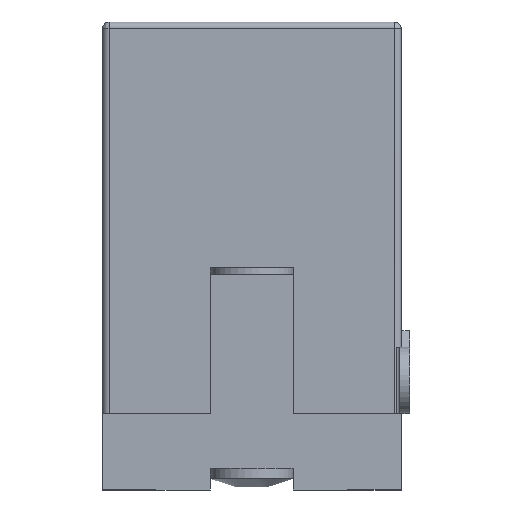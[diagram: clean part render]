
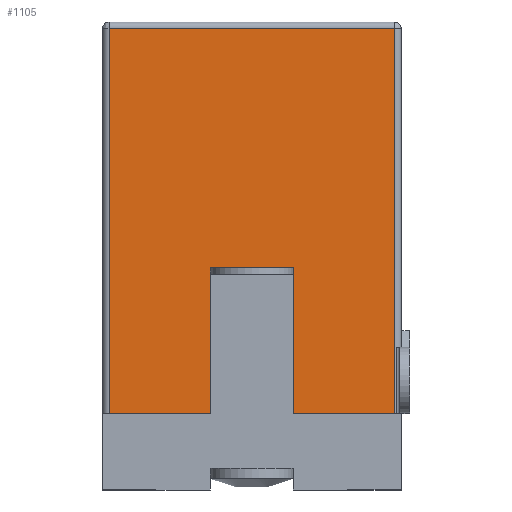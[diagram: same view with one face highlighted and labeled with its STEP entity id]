
A CAD part, front view. The second image highlights one B-rep face of the part: STEP entity #1105.
In plain terms, the highlighted planar face has unit normal (0, -1, 0).
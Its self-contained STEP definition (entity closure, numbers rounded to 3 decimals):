
#13 = CARTESIAN_POINT ( 'NONE',  ( -4.3, 0., -5.05 ) ) ;
#28 = EDGE_CURVE ( 'NONE', #1403, #1676, #1514, .T. ) ;
#85 = FACE_OUTER_BOUND ( 'NONE', #3098, .T. ) ;
#148 = LINE ( 'NONE', #3045, #1440 ) ;
#204 = CARTESIAN_POINT ( 'NONE',  ( -4.3, 0., 6.55 ) ) ;
#208 = EDGE_CURVE ( 'NONE', #2265, #2240, #341, .T. ) ;
#341 = LINE ( 'NONE', #553, #1632 ) ;
#348 = ORIENTED_EDGE ( 'NONE', *, *, #1929, .F. ) ;
#450 = CARTESIAN_POINT ( 'NONE',  ( -4.5, 0., 6.55 ) ) ;
#513 = ORIENTED_EDGE ( 'NONE', *, *, #611, .F. ) ;
#522 = DIRECTION ( 'NONE',  ( 0., 0., -1. ) ) ;
#553 = CARTESIAN_POINT ( 'NONE',  ( -1.25, 0., -0.65 ) ) ;
#577 = VERTEX_POINT ( 'NONE', #626 ) ;
#611 = EDGE_CURVE ( 'NONE', #737, #1932, #2181, .T. ) ;
#615 = CARTESIAN_POINT ( 'NONE',  ( 1.25, 0., -5.05 ) ) ;
#626 = CARTESIAN_POINT ( 'NONE',  ( 1.25, 0., -0.65 ) ) ;
#737 = VERTEX_POINT ( 'NONE', #2534 ) ;
#769 = DIRECTION ( 'NONE',  ( 0., 0., -1. ) ) ;
#781 = DIRECTION ( 'NONE',  ( -1., 0., 0. ) ) ;
#815 = DIRECTION ( 'NONE',  ( 0., 0., 1. ) ) ;
#851 = CARTESIAN_POINT ( 'NONE',  ( 4.3, 0., 6.75 ) ) ;
#867 = CARTESIAN_POINT ( 'NONE',  ( 1.25, 0., -0.65 ) ) ;
#878 = LINE ( 'NONE', #867, #2299 ) ;
#915 = DIRECTION ( 'NONE',  ( -1., 0., 0. ) ) ;
#1105 = ADVANCED_FACE ( 'NONE', ( #85 ), #2632, .F. ) ;
#1137 = ORIENTED_EDGE ( 'NONE', *, *, #208, .T. ) ;
#1166 = EDGE_CURVE ( 'NONE', #577, #1932, #878, .T. ) ;
#1219 = ORIENTED_EDGE ( 'NONE', *, *, #28, .F. ) ;
#1237 = VECTOR ( 'NONE', #769, 1000. ) ;
#1314 = LINE ( 'NONE', #1609, #3279 ) ;
#1403 = VERTEX_POINT ( 'NONE', #204 ) ;
#1434 = AXIS2_PLACEMENT_3D ( 'NONE', #2664, #2697, #2708 ) ;
#1440 = VECTOR ( 'NONE', #2970, 1000. ) ;
#1514 = LINE ( 'NONE', #450, #2832 ) ;
#1515 = ORIENTED_EDGE ( 'NONE', *, *, #2737, .F. ) ;
#1609 = CARTESIAN_POINT ( 'NONE',  ( 0., 0., -5.05 ) ) ;
#1632 = VECTOR ( 'NONE', #815, 1000. ) ;
#1656 = VECTOR ( 'NONE', #781, 1000. ) ;
#1676 = VERTEX_POINT ( 'NONE', #3349 ) ;
#1689 = CARTESIAN_POINT ( 'NONE',  ( -1.25, 0., -5.05 ) ) ;
#1929 = EDGE_CURVE ( 'NONE', #1676, #737, #3366, .T. ) ;
#1932 = VERTEX_POINT ( 'NONE', #615 ) ;
#2181 = LINE ( 'NONE', #2496, #2346 ) ;
#2240 = VERTEX_POINT ( 'NONE', #3312 ) ;
#2265 = VERTEX_POINT ( 'NONE', #1689 ) ;
#2299 = VECTOR ( 'NONE', #522, 1000. ) ;
#2346 = VECTOR ( 'NONE', #915, 1000. ) ;
#2371 = CARTESIAN_POINT ( 'NONE',  ( -4.5, 0., -0.65 ) ) ;
#2384 = ORIENTED_EDGE ( 'NONE', *, *, #2850, .F. ) ;
#2496 = CARTESIAN_POINT ( 'NONE',  ( 0., 0., -5.05 ) ) ;
#2513 = ORIENTED_EDGE ( 'NONE', *, *, #2989, .F. ) ;
#2534 = CARTESIAN_POINT ( 'NONE',  ( 4.3, 0., -5.05 ) ) ;
#2632 = PLANE ( 'NONE',  #1434 ) ;
#2654 = DIRECTION ( 'NONE',  ( -1., 0., 0. ) ) ;
#2664 = CARTESIAN_POINT ( 'NONE',  ( -4.5, 0., 6.75 ) ) ;
#2697 = DIRECTION ( 'NONE',  ( 0., 1., 0. ) ) ;
#2708 = DIRECTION ( 'NONE',  ( -1., 0., 0. ) ) ;
#2737 = EDGE_CURVE ( 'NONE', #577, #2240, #2889, .T. ) ;
#2832 = VECTOR ( 'NONE', #3067, 1000. ) ;
#2850 = EDGE_CURVE ( 'NONE', #2265, #3266, #1314, .T. ) ;
#2889 = LINE ( 'NONE', #2371, #1656 ) ;
#2926 = ORIENTED_EDGE ( 'NONE', *, *, #1166, .T. ) ;
#2970 = DIRECTION ( 'NONE',  ( 0., 0., 1. ) ) ;
#2989 = EDGE_CURVE ( 'NONE', #3266, #1403, #148, .T. ) ;
#3045 = CARTESIAN_POINT ( 'NONE',  ( -4.3, 0., 6.75 ) ) ;
#3067 = DIRECTION ( 'NONE',  ( 1., 0., 0. ) ) ;
#3098 = EDGE_LOOP ( 'NONE', ( #2513, #2384, #1137, #1515, #2926, #513, #348, #1219 ) ) ;
#3266 = VERTEX_POINT ( 'NONE', #13 ) ;
#3279 = VECTOR ( 'NONE', #2654, 1000. ) ;
#3312 = CARTESIAN_POINT ( 'NONE',  ( -1.25, 0., -0.65 ) ) ;
#3349 = CARTESIAN_POINT ( 'NONE',  ( 4.3, 0., 6.55 ) ) ;
#3366 = LINE ( 'NONE', #851, #1237 ) ;
